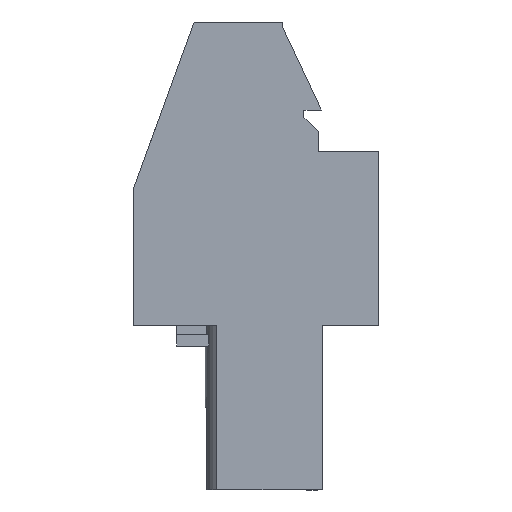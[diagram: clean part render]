
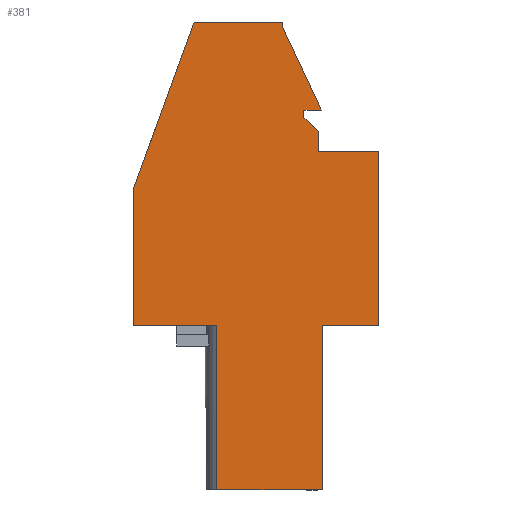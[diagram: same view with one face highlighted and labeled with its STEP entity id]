
A CAD part, left-side view. The second image highlights one B-rep face of the part: STEP entity #381.
In plain terms, the highlighted planar face has unit normal (-1, 0, 0).
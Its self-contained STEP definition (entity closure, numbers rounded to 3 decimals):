
#265=AXIS2_PLACEMENT_3D('Plane Axis2P3D',#262,#263,#264) ;
#49=CARTESIAN_POINT('Vertex',(0.,2.711,7.95)) ;
#52=CARTESIAN_POINT('Line Origine',(0.,2.711,3.975)) ;
#56=CARTESIAN_POINT('Vertex',(0.,2.711,0.)) ;
#107=CARTESIAN_POINT('Line Origine',(0.,1.356,7.95)) ;
#111=CARTESIAN_POINT('Vertex',(0.,0.,7.95)) ;
#262=CARTESIAN_POINT('Axis2P3D Location',(0.,12.132,0.)) ;
#267=CARTESIAN_POINT('Line Origine',(0.,5.261,0.)) ;
#271=CARTESIAN_POINT('Vertex',(0.,7.811,0.)) ;
#274=CARTESIAN_POINT('Line Origine',(0.,0.,12.15)) ;
#278=CARTESIAN_POINT('Vertex',(0.,0.,16.35)) ;
#281=CARTESIAN_POINT('Line Origine',(0.,1.45,16.35)) ;
#285=CARTESIAN_POINT('Vertex',(0.,2.9,16.35)) ;
#288=CARTESIAN_POINT('Line Origine',(0.,2.9,16.825)) ;
#292=CARTESIAN_POINT('Vertex',(0.,2.9,17.3)) ;
#295=CARTESIAN_POINT('Line Origine',(0.,3.25,17.65)) ;
#299=CARTESIAN_POINT('Vertex',(0.,3.6,18.)) ;
#302=CARTESIAN_POINT('Line Origine',(0.,3.6,18.175)) ;
#306=CARTESIAN_POINT('Vertex',(0.,3.6,18.35)) ;
#309=CARTESIAN_POINT('Line Origine',(0.,3.18,18.35)) ;
#313=CARTESIAN_POINT('Vertex',(0.,2.76,18.35)) ;
#316=CARTESIAN_POINT('Line Origine',(0.,3.704,20.375)) ;
#320=CARTESIAN_POINT('Vertex',(0.,4.649,22.4)) ;
#323=CARTESIAN_POINT('Line Origine',(0.,4.649,22.5)) ;
#327=CARTESIAN_POINT('Vertex',(0.,4.649,22.6)) ;
#330=CARTESIAN_POINT('Line Origine',(0.,6.778,22.6)) ;
#334=CARTESIAN_POINT('Vertex',(0.,8.908,22.6)) ;
#337=CARTESIAN_POINT('Line Origine',(0.,10.369,18.586)) ;
#341=CARTESIAN_POINT('Vertex',(0.,11.83,14.572)) ;
#344=CARTESIAN_POINT('Line Origine',(0.,11.83,11.261)) ;
#348=CARTESIAN_POINT('Vertex',(0.,11.83,7.95)) ;
#351=CARTESIAN_POINT('Line Origine',(0.,9.821,7.95)) ;
#355=CARTESIAN_POINT('Vertex',(0.,7.811,7.95)) ;
#358=CARTESIAN_POINT('Line Origine',(0.,7.811,3.975)) ;
#53=DIRECTION('Vector Direction',(0.,0.,1.)) ;
#108=DIRECTION('Vector Direction',(0.,1.,0.)) ;
#263=DIRECTION('Axis2P3D Direction',(-1.,0.,0.)) ;
#264=DIRECTION('Axis2P3D XDirection',(0.,-1.,0.)) ;
#268=DIRECTION('Vector Direction',(0.,1.,0.)) ;
#275=DIRECTION('Vector Direction',(0.,0.,1.)) ;
#282=DIRECTION('Vector Direction',(0.,1.,0.)) ;
#289=DIRECTION('Vector Direction',(0.,0.,1.)) ;
#296=DIRECTION('Vector Direction',(0.,0.707,0.707)) ;
#303=DIRECTION('Vector Direction',(0.,0.,1.)) ;
#310=DIRECTION('Vector Direction',(0.,-1.,0.)) ;
#317=DIRECTION('Vector Direction',(0.,0.423,0.906)) ;
#324=DIRECTION('Vector Direction',(0.,0.,1.)) ;
#331=DIRECTION('Vector Direction',(0.,1.,0.)) ;
#338=DIRECTION('Vector Direction',(0.,0.342,-0.94)) ;
#345=DIRECTION('Vector Direction',(0.,0.,1.)) ;
#352=DIRECTION('Vector Direction',(0.,-1.,0.)) ;
#359=DIRECTION('Vector Direction',(0.,0.,-1.)) ;
#54=VECTOR('Line Direction',#53,1.) ;
#109=VECTOR('Line Direction',#108,1.) ;
#269=VECTOR('Line Direction',#268,1.) ;
#276=VECTOR('Line Direction',#275,1.) ;
#283=VECTOR('Line Direction',#282,1.) ;
#290=VECTOR('Line Direction',#289,1.) ;
#297=VECTOR('Line Direction',#296,1.) ;
#304=VECTOR('Line Direction',#303,1.) ;
#311=VECTOR('Line Direction',#310,1.) ;
#318=VECTOR('Line Direction',#317,1.) ;
#325=VECTOR('Line Direction',#324,1.) ;
#332=VECTOR('Line Direction',#331,1.) ;
#339=VECTOR('Line Direction',#338,1.) ;
#346=VECTOR('Line Direction',#345,1.) ;
#353=VECTOR('Line Direction',#352,1.) ;
#360=VECTOR('Line Direction',#359,1.) ;
#364=ORIENTED_EDGE('',*,*,#273,.T.) ;
#365=ORIENTED_EDGE('',*,*,#58,.T.) ;
#366=ORIENTED_EDGE('',*,*,#113,.T.) ;
#367=ORIENTED_EDGE('',*,*,#280,.T.) ;
#368=ORIENTED_EDGE('',*,*,#287,.T.) ;
#369=ORIENTED_EDGE('',*,*,#294,.T.) ;
#370=ORIENTED_EDGE('',*,*,#301,.T.) ;
#371=ORIENTED_EDGE('',*,*,#308,.T.) ;
#372=ORIENTED_EDGE('',*,*,#315,.T.) ;
#373=ORIENTED_EDGE('',*,*,#322,.T.) ;
#374=ORIENTED_EDGE('',*,*,#329,.T.) ;
#375=ORIENTED_EDGE('',*,*,#336,.T.) ;
#376=ORIENTED_EDGE('',*,*,#343,.T.) ;
#377=ORIENTED_EDGE('',*,*,#350,.T.) ;
#378=ORIENTED_EDGE('',*,*,#357,.F.) ;
#379=ORIENTED_EDGE('',*,*,#362,.T.) ;
#381=ADVANCED_FACE('HOUSING',(#380),#266,.T.) ;
#58=EDGE_CURVE('',#57,#50,#55,.T.) ;
#113=EDGE_CURVE('',#50,#112,#110,.F.) ;
#273=EDGE_CURVE('',#272,#57,#270,.F.) ;
#280=EDGE_CURVE('',#112,#279,#277,.T.) ;
#287=EDGE_CURVE('',#279,#286,#284,.T.) ;
#294=EDGE_CURVE('',#286,#293,#291,.T.) ;
#301=EDGE_CURVE('',#293,#300,#298,.T.) ;
#308=EDGE_CURVE('',#300,#307,#305,.T.) ;
#315=EDGE_CURVE('',#307,#314,#312,.T.) ;
#322=EDGE_CURVE('',#314,#321,#319,.T.) ;
#329=EDGE_CURVE('',#321,#328,#326,.T.) ;
#336=EDGE_CURVE('',#328,#335,#333,.T.) ;
#343=EDGE_CURVE('',#335,#342,#340,.T.) ;
#350=EDGE_CURVE('',#342,#349,#347,.F.) ;
#357=EDGE_CURVE('',#356,#349,#354,.F.) ;
#362=EDGE_CURVE('',#356,#272,#361,.T.) ;
#363=EDGE_LOOP('',(#364,#365,#366,#367,#368,#369,#370,#371,#372,#373,#374,#375,#376,#377,#378,#379)) ;
#380=FACE_OUTER_BOUND('',#363,.T.) ;
#55=LINE('Line',#52,#54) ;
#110=LINE('Line',#107,#109) ;
#270=LINE('Line',#267,#269) ;
#277=LINE('Line',#274,#276) ;
#284=LINE('Line',#281,#283) ;
#291=LINE('Line',#288,#290) ;
#298=LINE('Line',#295,#297) ;
#305=LINE('Line',#302,#304) ;
#312=LINE('Line',#309,#311) ;
#319=LINE('Line',#316,#318) ;
#326=LINE('Line',#323,#325) ;
#333=LINE('Line',#330,#332) ;
#340=LINE('Line',#337,#339) ;
#347=LINE('Line',#344,#346) ;
#354=LINE('Line',#351,#353) ;
#361=LINE('Line',#358,#360) ;
#266=PLANE('',#265) ;
#50=VERTEX_POINT('',#49) ;
#57=VERTEX_POINT('',#56) ;
#112=VERTEX_POINT('',#111) ;
#272=VERTEX_POINT('',#271) ;
#279=VERTEX_POINT('',#278) ;
#286=VERTEX_POINT('',#285) ;
#293=VERTEX_POINT('',#292) ;
#300=VERTEX_POINT('',#299) ;
#307=VERTEX_POINT('',#306) ;
#314=VERTEX_POINT('',#313) ;
#321=VERTEX_POINT('',#320) ;
#328=VERTEX_POINT('',#327) ;
#335=VERTEX_POINT('',#334) ;
#342=VERTEX_POINT('',#341) ;
#349=VERTEX_POINT('',#348) ;
#356=VERTEX_POINT('',#355) ;
